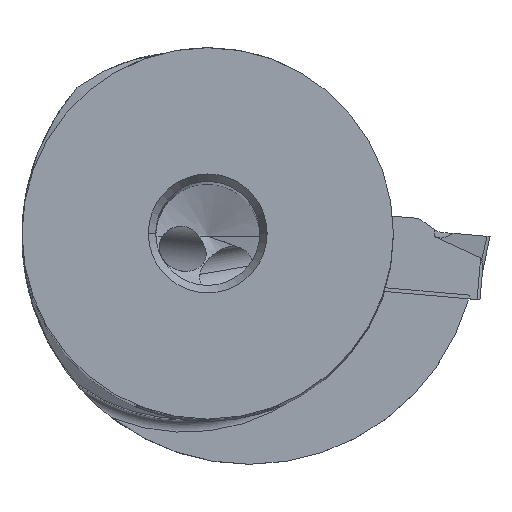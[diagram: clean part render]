
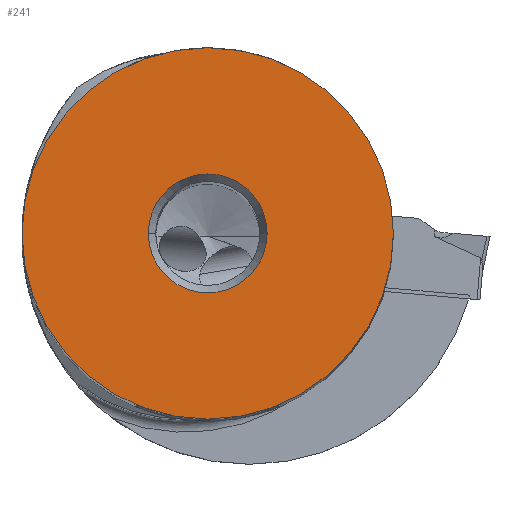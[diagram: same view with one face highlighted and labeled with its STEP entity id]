
A CAD part, top view. The second image highlights one B-rep face of the part: STEP entity #241.
In plain terms, the highlighted planar face has unit normal (0, 0, 1).
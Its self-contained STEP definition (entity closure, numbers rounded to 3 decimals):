
#64=FACE_BOUND('',#552,.T.);
#65=FACE_BOUND('',#553,.T.);
#241=ADVANCED_FACE('',(#64,#65),#332,.F.);
#332=PLANE('',#2956);
#552=EDGE_LOOP('',(#1053,#1054));
#553=EDGE_LOOP('',(#1055,#1056));
#1053=ORIENTED_EDGE('',*,*,#1900,.F.);
#1054=ORIENTED_EDGE('',*,*,#1907,.F.);
#1055=ORIENTED_EDGE('',*,*,#1912,.F.);
#1056=ORIENTED_EDGE('',*,*,#1913,.F.);
#1570=VERTEX_POINT('',#5365);
#1571=VERTEX_POINT('',#5366);
#1580=VERTEX_POINT('',#5389);
#1581=VERTEX_POINT('',#5390);
#1900=EDGE_CURVE('',#1570,#1571,#2263,.T.);
#1907=EDGE_CURVE('',#1571,#1570,#2264,.T.);
#1912=EDGE_CURVE('',#1580,#1581,#2265,.T.);
#1913=EDGE_CURVE('',#1581,#1580,#2266,.T.);
#2263=CIRCLE('',#2946,12.5);
#2264=CIRCLE('',#2950,12.5);
#2265=CIRCLE('',#2954,4.);
#2266=CIRCLE('',#2955,4.);
#2946=AXIS2_PLACEMENT_3D('',#5364,#3433,#3434);
#2950=AXIS2_PLACEMENT_3D('',#5378,#3445,#3446);
#2954=AXIS2_PLACEMENT_3D('',#5388,#3455,#3456);
#2955=AXIS2_PLACEMENT_3D('',#5391,#3457,#3458);
#2956=AXIS2_PLACEMENT_3D('',#5392,#3459,#3460);
#3433=DIRECTION('',(0.,0.,-1.));
#3434=DIRECTION('',(1.,0.,0.));
#3445=DIRECTION('',(0.,0.,-1.));
#3446=DIRECTION('',(-1.,0.,0.));
#3455=DIRECTION('',(0.,0.,1.));
#3456=DIRECTION('',(1.,0.,0.));
#3457=DIRECTION('',(0.,0.,1.));
#3458=DIRECTION('',(-1.,0.,0.));
#3459=DIRECTION('',(0.,0.,-1.));
#3460=DIRECTION('',(-1.,0.,0.));
#5364=CARTESIAN_POINT('',(0.,0.,0.));
#5365=CARTESIAN_POINT('',(12.5,0.,0.));
#5366=CARTESIAN_POINT('',(-12.5,0.,0.));
#5378=CARTESIAN_POINT('',(0.,0.,0.));
#5388=CARTESIAN_POINT('',(0.,0.,0.));
#5389=CARTESIAN_POINT('',(4.,0.,0.));
#5390=CARTESIAN_POINT('',(-4.,0.,0.));
#5391=CARTESIAN_POINT('',(0.,0.,0.));
#5392=CARTESIAN_POINT('',(0.,0.,0.));
